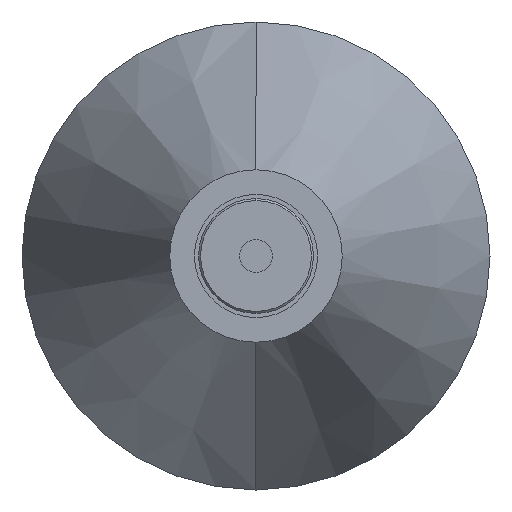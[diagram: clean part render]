
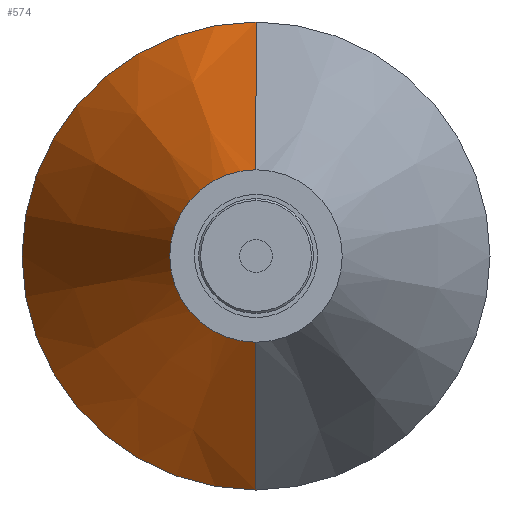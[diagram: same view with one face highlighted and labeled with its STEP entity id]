
A CAD part, left-side view. The second image highlights one B-rep face of the part: STEP entity #574.
In plain terms, the highlighted conical face has half-angle 23.907 degrees and reference radius 57 mm.
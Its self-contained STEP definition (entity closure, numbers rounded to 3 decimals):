
#1 = VERTEX_POINT ( 'NONE', #611 ) ;
#15 = DIRECTION ( 'NONE',  ( 0., 0., 1. ) ) ;
#30 = CIRCLE ( 'NONE', #680, 21. ) ;
#33 = DIRECTION ( 'NONE',  ( 0., 0., -1. ) ) ;
#61 = ORIENTED_EDGE ( 'NONE', *, *, #120, .F. ) ;
#110 = DIRECTION ( 'NONE',  ( 0.914, 0., -0.405 ) ) ;
#120 = EDGE_CURVE ( 'NONE', #493, #340, #30, .T. ) ;
#147 = CARTESIAN_POINT ( 'NONE',  ( 227.8, 0., 57. ) ) ;
#151 = VECTOR ( 'NONE', #110, 1000. ) ;
#164 = CARTESIAN_POINT ( 'NONE',  ( 227.8, 0., -57. ) ) ;
#165 = VECTOR ( 'NONE', #575, 1000. ) ;
#187 = VERTEX_POINT ( 'NONE', #188 ) ;
#188 = CARTESIAN_POINT ( 'NONE',  ( 227.8, 0., 57. ) ) ;
#225 = EDGE_CURVE ( 'NONE', #493, #187, #359, .T. ) ;
#229 = CIRCLE ( 'NONE', #480, 57. ) ;
#264 = CARTESIAN_POINT ( 'NONE',  ( 227.8, 0., 0. ) ) ;
#266 = ORIENTED_EDGE ( 'NONE', *, *, #304, .T. ) ;
#291 = CARTESIAN_POINT ( 'NONE',  ( 146.59, 0., 21. ) ) ;
#304 = EDGE_CURVE ( 'NONE', #187, #1, #229, .T. ) ;
#340 = VERTEX_POINT ( 'NONE', #366 ) ;
#359 = LINE ( 'NONE', #147, #165 ) ;
#366 = CARTESIAN_POINT ( 'NONE',  ( 146.59, 0., -21. ) ) ;
#391 = EDGE_CURVE ( 'NONE', #340, #1, #634, .T. ) ;
#403 = CONICAL_SURFACE ( 'NONE', #629, 57., 0.417 ) ;
#408 = DIRECTION ( 'NONE',  ( 1., 0., 0. ) ) ;
#418 = EDGE_LOOP ( 'NONE', ( #61, #632, #266, #560 ) ) ;
#429 = CARTESIAN_POINT ( 'NONE',  ( 146.59, 0., 0. ) ) ;
#456 = CARTESIAN_POINT ( 'NONE',  ( 227.8, 0., 0. ) ) ;
#479 = DIRECTION ( 'NONE',  ( -1., 0., 0. ) ) ;
#480 = AXIS2_PLACEMENT_3D ( 'NONE', #264, #479, #690 ) ;
#493 = VERTEX_POINT ( 'NONE', #291 ) ;
#496 = DIRECTION ( 'NONE',  ( -1., 0., 0. ) ) ;
#518 = FACE_OUTER_BOUND ( 'NONE', #418, .T. ) ;
#560 = ORIENTED_EDGE ( 'NONE', *, *, #391, .F. ) ;
#574 = ADVANCED_FACE ( 'NONE', ( #518 ), #403, .T. ) ;
#575 = DIRECTION ( 'NONE',  ( 0.914, 0., 0.405 ) ) ;
#611 = CARTESIAN_POINT ( 'NONE',  ( 227.8, 0., -57. ) ) ;
#629 = AXIS2_PLACEMENT_3D ( 'NONE', #456, #408, #33 ) ;
#632 = ORIENTED_EDGE ( 'NONE', *, *, #225, .T. ) ;
#634 = LINE ( 'NONE', #164, #151 ) ;
#680 = AXIS2_PLACEMENT_3D ( 'NONE', #429, #496, #15 ) ;
#690 = DIRECTION ( 'NONE',  ( 0., 0., 1. ) ) ;
